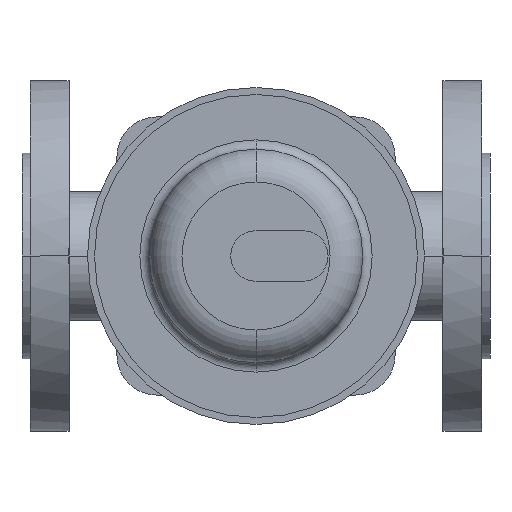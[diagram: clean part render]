
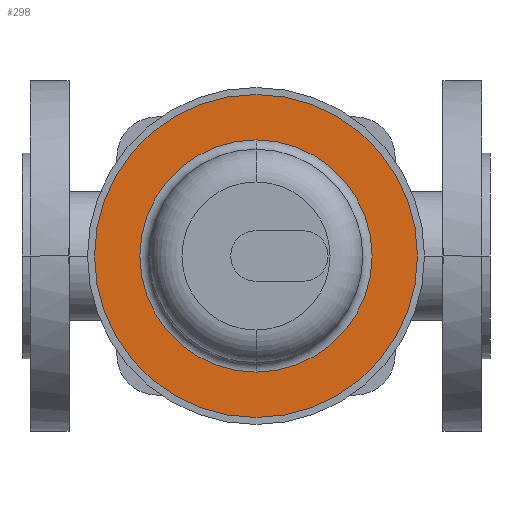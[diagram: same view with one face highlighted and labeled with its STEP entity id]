
A CAD part, front view. The second image highlights one B-rep face of the part: STEP entity #298.
In plain terms, the highlighted planar face has unit normal (0, -1, 0).
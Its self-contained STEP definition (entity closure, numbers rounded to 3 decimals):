
#298 = ADVANCED_FACE( '', ( #698, #699 ), #700, .T. );
#698 = FACE_OUTER_BOUND( '', #1114, .T. );
#699 = FACE_BOUND( '', #1115, .T. );
#700 = PLANE( '', #1116 );
#1114 = EDGE_LOOP( '', ( #2509, #2510 ) );
#1115 = EDGE_LOOP( '', ( #2511, #2512, #2513 ) );
#1116 = AXIS2_PLACEMENT_3D( '', #2514, #2515, #2516 );
#2509 = ORIENTED_EDGE( '', *, *, #3011, .F. );
#2510 = ORIENTED_EDGE( '', *, *, #3046, .F. );
#2511 = ORIENTED_EDGE( '', *, *, #3044, .T. );
#2512 = ORIENTED_EDGE( '', *, *, #3018, .T. );
#2513 = ORIENTED_EDGE( '', *, *, #3045, .T. );
#2514 = CARTESIAN_POINT( '', ( 159.313, -444.5, 0. ) );
#2515 = DIRECTION( '', ( 0., -1., 0. ) );
#2516 = DIRECTION( '', ( -1., 0., 0. ) );
#3011 = EDGE_CURVE( '', #3723, #3726, #3727, .T. );
#3018 = EDGE_CURVE( '', #3732, #3738, #3740, .T. );
#3044 = EDGE_CURVE( '', #3782, #3732, #3783, .T. );
#3045 = EDGE_CURVE( '', #3738, #3782, #3784, .T. );
#3046 = EDGE_CURVE( '', #3726, #3723, #3785, .T. );
#3723 = VERTEX_POINT( '', #5070 );
#3726 = VERTEX_POINT( '', #5074 );
#3727 = CIRCLE( '', #5075, 69. );
#3732 = VERTEX_POINT( '', #5081 );
#3738 = VERTEX_POINT( '', #5087 );
#3740 = CIRCLE( '', #5089, 49.625 );
#3782 = VERTEX_POINT( '', #5141 );
#3783 = CIRCLE( '', #5142, 49.625 );
#3784 = CIRCLE( '', #5143, 49.625 );
#3785 = CIRCLE( '', #5144, 69. );
#5070 = CARTESIAN_POINT( '', ( 169., -444.5, 0. ) );
#5074 = CARTESIAN_POINT( '', ( 31., -444.5, 0. ) );
#5075 = AXIS2_PLACEMENT_3D( '', #6052, #6053, #6054 );
#5081 = CARTESIAN_POINT( '', ( 100., -444.5, -49.625 ) );
#5087 = CARTESIAN_POINT( '', ( 100., -444.5, 49.625 ) );
#5089 = AXIS2_PLACEMENT_3D( '', #6071, #6072, #6073 );
#5141 = CARTESIAN_POINT( '', ( 149.625, -444.5, 0. ) );
#5142 = AXIS2_PLACEMENT_3D( '', #6129, #6130, #6131 );
#5143 = AXIS2_PLACEMENT_3D( '', #6132, #6133, #6134 );
#5144 = AXIS2_PLACEMENT_3D( '', #6135, #6136, #6137 );
#6052 = CARTESIAN_POINT( '', ( 100., -444.5, 0. ) );
#6053 = DIRECTION( '', ( 0., 1., 0. ) );
#6054 = DIRECTION( '', ( 1., 0., 0. ) );
#6071 = CARTESIAN_POINT( '', ( 100., -444.5, 0. ) );
#6072 = DIRECTION( '', ( 0., 1., 0. ) );
#6073 = DIRECTION( '', ( 1., 0., 0. ) );
#6129 = CARTESIAN_POINT( '', ( 100., -444.5, 0. ) );
#6130 = DIRECTION( '', ( 0., 1., 0. ) );
#6131 = DIRECTION( '', ( 1., 0., 0. ) );
#6132 = CARTESIAN_POINT( '', ( 100., -444.5, 0. ) );
#6133 = DIRECTION( '', ( 0., 1., 0. ) );
#6134 = DIRECTION( '', ( 1., 0., 0. ) );
#6135 = CARTESIAN_POINT( '', ( 100., -444.5, 0. ) );
#6136 = DIRECTION( '', ( 0., 1., 0. ) );
#6137 = DIRECTION( '', ( 1., 0., 0. ) );
